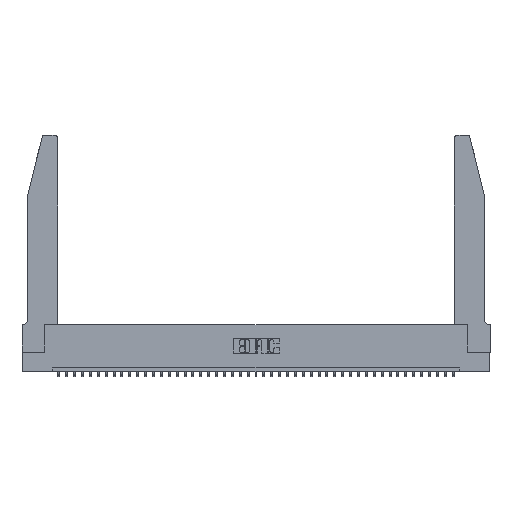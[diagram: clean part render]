
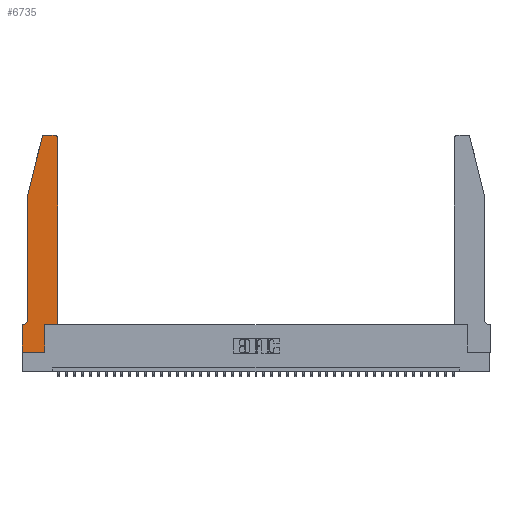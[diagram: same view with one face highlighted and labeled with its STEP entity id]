
A CAD part, top view. The second image highlights one B-rep face of the part: STEP entity #6735.
In plain terms, the highlighted planar face has unit normal (0, 0, 1).
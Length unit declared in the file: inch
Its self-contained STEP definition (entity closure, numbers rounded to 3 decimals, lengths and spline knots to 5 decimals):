
#1208 = LINE ( 'NONE', #3888, #34687 ) ;
#1377 = DIRECTION ( 'NONE',  ( 0., 0., 1. ) ) ;
#1469 = DIRECTION ( 'NONE',  ( -1., 0., 0. ) ) ;
#1568 = VERTEX_POINT ( 'NONE', #1581 ) ;
#1581 = CARTESIAN_POINT ( 'NONE',  ( 0.2865, 0.35, 0.37 ) ) ;
#2782 = CARTESIAN_POINT ( 'NONE',  ( 0., 0., 0.37 ) ) ;
#3337 = DIRECTION ( 'NONE',  ( -1., 0., 0. ) ) ;
#3426 = CARTESIAN_POINT ( 'NONE',  ( 0.284, 2.72, 0.37 ) ) ;
#3782 = DIRECTION ( 'NONE',  ( 1., 0., 0. ) ) ;
#3888 = CARTESIAN_POINT ( 'NONE',  ( 0.2605, 2.75, 0.37 ) ) ;
#4426 = LINE ( 'NONE', #2782, #21781 ) ;
#4511 = VECTOR ( 'NONE', #30526, 39.37008 ) ;
#4644 = EDGE_CURVE ( 'NONE', #36856, #11784, #15226, .T. ) ;
#5216 = CARTESIAN_POINT ( 'NONE',  ( 0.0055, 0.35, 0.37 ) ) ;
#6194 = EDGE_CURVE ( 'NONE', #13607, #12288, #35374, .T. ) ;
#6401 = EDGE_CURVE ( 'NONE', #17498, #13607, #31866, .T. ) ;
#6601 = VECTOR ( 'NONE', #1469, 39.37008 ) ;
#6735 = ADVANCED_FACE ( 'NONE', ( #19146 ), #24659, .T. ) ;
#6954 = VECTOR ( 'NONE', #37886, 39.37008 ) ;
#8098 = AXIS2_PLACEMENT_3D ( 'NONE', #11280, #1377, #3782 ) ;
#8735 = VERTEX_POINT ( 'NONE', #28185 ) ;
#10219 = ORIENTED_EDGE ( 'NONE', *, *, #30950, .T. ) ;
#10993 = CARTESIAN_POINT ( 'NONE',  ( 0., 0., 0.37 ) ) ;
#11222 = CIRCLE ( 'NONE', #8098, 0.03 ) ;
#11280 = CARTESIAN_POINT ( 'NONE',  ( 0.4205, 2.72, 0.37 ) ) ;
#11555 = DIRECTION ( 'NONE',  ( 1., 0., 0. ) ) ;
#11784 = VERTEX_POINT ( 'NONE', #21155 ) ;
#12089 = EDGE_CURVE ( 'NONE', #26730, #8735, #4426, .T. ) ;
#12288 = VERTEX_POINT ( 'NONE', #28715 ) ;
#13024 = AXIS2_PLACEMENT_3D ( 'NONE', #16350, #26034, #39011 ) ;
#13294 = CARTESIAN_POINT ( 'NONE',  ( 0.0755, 0.42, 0.37 ) ) ;
#13607 = VERTEX_POINT ( 'NONE', #29257 ) ;
#13725 = AXIS2_PLACEMENT_3D ( 'NONE', #3426, #16765, #25884 ) ;
#13811 = DIRECTION ( 'NONE',  ( 0., 1., 0. ) ) ;
#14594 = EDGE_CURVE ( 'NONE', #1568, #33007, #15352, .T. ) ;
#14903 = DIRECTION ( 'NONE',  ( 1., 0., 0. ) ) ;
#15038 = CARTESIAN_POINT ( 'NONE',  ( 0., 0., 0.37 ) ) ;
#15226 = LINE ( 'NONE', #27858, #6601 ) ;
#15352 = LINE ( 'NONE', #25291, #22022 ) ;
#15524 = ORIENTED_EDGE ( 'NONE', *, *, #16354, .T. ) ;
#15880 = VERTEX_POINT ( 'NONE', #32033 ) ;
#16157 = AXIS2_PLACEMENT_3D ( 'NONE', #34401, #31030, #11555 ) ;
#16237 = EDGE_CURVE ( 'NONE', #12288, #30372, #23891, .T. ) ;
#16350 = CARTESIAN_POINT ( 'NONE',  ( 0.0055, 0.42, 0.37 ) ) ;
#16354 = EDGE_CURVE ( 'NONE', #11784, #26730, #39521, .T. ) ;
#16765 = DIRECTION ( 'NONE',  ( 0., 0., 1. ) ) ;
#16909 = VECTOR ( 'NONE', #13811, 39.37008 ) ;
#17074 = CARTESIAN_POINT ( 'NONE',  ( 0.4505, 0.35, 0.37 ) ) ;
#17498 = VERTEX_POINT ( 'NONE', #23562 ) ;
#17545 = ORIENTED_EDGE ( 'NONE', *, *, #4644, .T. ) ;
#17876 = VERTEX_POINT ( 'NONE', #18684 ) ;
#18466 = LINE ( 'NONE', #20526, #16909 ) ;
#18684 = CARTESIAN_POINT ( 'NONE',  ( 0.4205, 2.75, 0.37 ) ) ;
#19146 = FACE_OUTER_BOUND ( 'NONE', #30419, .T. ) ;
#19699 = LINE ( 'NONE', #35357, #6954 ) ;
#20239 = ORIENTED_EDGE ( 'NONE', *, *, #12089, .T. ) ;
#20526 = CARTESIAN_POINT ( 'NONE',  ( 0.4505, 0.35, 0.37 ) ) ;
#20627 = ORIENTED_EDGE ( 'NONE', *, *, #21162, .T. ) ;
#20668 = ORIENTED_EDGE ( 'NONE', *, *, #6401, .T. ) ;
#21155 = CARTESIAN_POINT ( 'NONE',  ( 0., 0.35, 0.37 ) ) ;
#21162 = EDGE_CURVE ( 'NONE', #8735, #1568, #19699, .T. ) ;
#21781 = VECTOR ( 'NONE', #28753, 39.37008 ) ;
#22022 = VECTOR ( 'NONE', #14903, 39.37008 ) ;
#23485 = EDGE_CURVE ( 'NONE', #33007, #15880, #18466, .T. ) ;
#23562 = CARTESIAN_POINT ( 'NONE',  ( 0.284, 2.75, 0.37 ) ) ;
#23891 = LINE ( 'NONE', #39713, #4511 ) ;
#24659 = PLANE ( 'NONE',  #16157 ) ;
#24680 = EDGE_CURVE ( 'NONE', #15880, #17876, #11222, .T. ) ;
#25269 = CARTESIAN_POINT ( 'NONE',  ( 0.0755, 2., 0.37 ) ) ;
#25291 = CARTESIAN_POINT ( 'NONE',  ( 0.4505, 0.35, 0.37 ) ) ;
#25884 = DIRECTION ( 'NONE',  ( 1., 0., 0. ) ) ;
#25909 = EDGE_CURVE ( 'NONE', #30372, #36856, #30911, .T. ) ;
#26034 = DIRECTION ( 'NONE',  ( 0., 0., -1. ) ) ;
#26680 = ORIENTED_EDGE ( 'NONE', *, *, #6194, .T. ) ;
#26730 = VERTEX_POINT ( 'NONE', #10993 ) ;
#27858 = CARTESIAN_POINT ( 'NONE',  ( 0.0755, 0.35, 0.37 ) ) ;
#28185 = CARTESIAN_POINT ( 'NONE',  ( 0.2865, 0., 0.37 ) ) ;
#28715 = CARTESIAN_POINT ( 'NONE',  ( 0.0755, 2., 0.37 ) ) ;
#28753 = DIRECTION ( 'NONE',  ( 1., 0., 0. ) ) ;
#29154 = ORIENTED_EDGE ( 'NONE', *, *, #24680, .T. ) ;
#29257 = CARTESIAN_POINT ( 'NONE',  ( 0.25487, 2.72718, 0.37 ) ) ;
#30072 = ORIENTED_EDGE ( 'NONE', *, *, #14594, .T. ) ;
#30372 = VERTEX_POINT ( 'NONE', #13294 ) ;
#30396 = VECTOR ( 'NONE', #34323, 39.37008 ) ;
#30419 = EDGE_LOOP ( 'NONE', ( #10219, #20668, #26680, #36105, #32950, #17545, #15524, #20239, #20627, #30072, #34600, #29154 ) ) ;
#30526 = DIRECTION ( 'NONE',  ( 0., -1., 0. ) ) ;
#30911 = CIRCLE ( 'NONE', #13024, 0.07 ) ;
#30950 = EDGE_CURVE ( 'NONE', #17876, #17498, #1208, .T. ) ;
#31030 = DIRECTION ( 'NONE',  ( 0., 0., 1. ) ) ;
#31866 = CIRCLE ( 'NONE', #13725, 0.03 ) ;
#32033 = CARTESIAN_POINT ( 'NONE',  ( 0.4505, 2.72, 0.37 ) ) ;
#32950 = ORIENTED_EDGE ( 'NONE', *, *, #25909, .T. ) ;
#33007 = VERTEX_POINT ( 'NONE', #17074 ) ;
#34323 = DIRECTION ( 'NONE',  ( 0., -1., 0. ) ) ;
#34401 = CARTESIAN_POINT ( 'NONE',  ( 0., 0.35, 0.37 ) ) ;
#34600 = ORIENTED_EDGE ( 'NONE', *, *, #23485, .T. ) ;
#34687 = VECTOR ( 'NONE', #3337, 39.37008 ) ;
#35287 = DIRECTION ( 'NONE',  ( -0.239, -0.971, 0. ) ) ;
#35357 = CARTESIAN_POINT ( 'NONE',  ( 0.2865, 0.35, 0.37 ) ) ;
#35374 = LINE ( 'NONE', #25269, #39427 ) ;
#36105 = ORIENTED_EDGE ( 'NONE', *, *, #16237, .T. ) ;
#36856 = VERTEX_POINT ( 'NONE', #5216 ) ;
#37886 = DIRECTION ( 'NONE',  ( 0., 1., 0. ) ) ;
#39011 = DIRECTION ( 'NONE',  ( -1., 0., 0. ) ) ;
#39427 = VECTOR ( 'NONE', #35287, 39.37008 ) ;
#39521 = LINE ( 'NONE', #15038, #30396 ) ;
#39713 = CARTESIAN_POINT ( 'NONE',  ( 0.0755, 2., 0.37 ) ) ;
